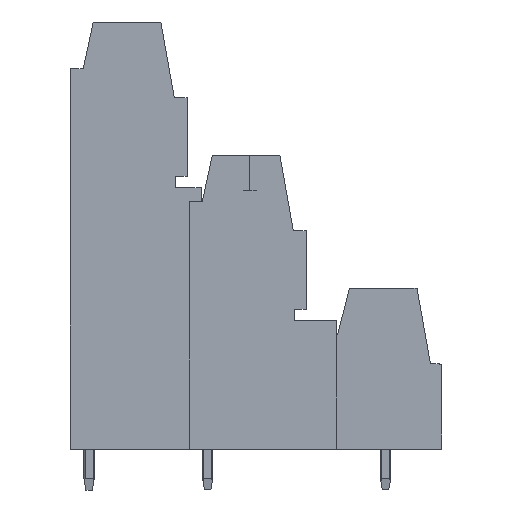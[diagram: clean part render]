
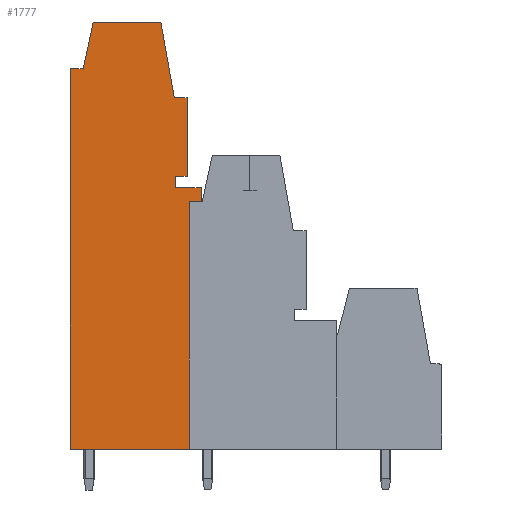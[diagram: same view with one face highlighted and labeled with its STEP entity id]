
A CAD part, left-side view. The second image highlights one B-rep face of the part: STEP entity #1777.
In plain terms, the highlighted planar face has unit normal (-1, 0, 0).
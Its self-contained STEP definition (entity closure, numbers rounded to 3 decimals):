
#1580=AXIS2_PLACEMENT_3D('Plane Axis2P3D',#1577,#1578,#1579) ;
#1465=CARTESIAN_POINT('Vertex',(2.54,20.6,24.7)) ;
#1468=CARTESIAN_POINT('Line Origine',(2.54,21.1,24.7)) ;
#1472=CARTESIAN_POINT('Vertex',(2.54,21.6,24.7)) ;
#1498=CARTESIAN_POINT('Vertex',(2.54,21.6,3.5)) ;
#1501=CARTESIAN_POINT('Line Origine',(2.54,26.7,3.5)) ;
#1505=CARTESIAN_POINT('Vertex',(2.54,31.8,3.5)) ;
#1577=CARTESIAN_POINT('Axis2P3D Location',(2.54,35.177,3.5)) ;
#1681=CARTESIAN_POINT('Line Origine',(2.54,20.6,25.3)) ;
#1685=CARTESIAN_POINT('Vertex',(2.54,20.6,25.9)) ;
#1688=CARTESIAN_POINT('Line Origine',(2.54,21.7,25.9)) ;
#1692=CARTESIAN_POINT('Vertex',(2.54,22.8,25.9)) ;
#1695=CARTESIAN_POINT('Line Origine',(2.54,22.8,26.4)) ;
#1699=CARTESIAN_POINT('Vertex',(2.54,22.8,26.9)) ;
#1702=CARTESIAN_POINT('Line Origine',(2.54,22.3,26.9)) ;
#1706=CARTESIAN_POINT('Vertex',(2.54,21.8,26.9)) ;
#1709=CARTESIAN_POINT('Line Origine',(2.54,21.8,30.25)) ;
#1713=CARTESIAN_POINT('Vertex',(2.54,21.8,33.6)) ;
#1716=CARTESIAN_POINT('Line Origine',(2.54,22.352,33.6)) ;
#1720=CARTESIAN_POINT('Vertex',(2.54,22.904,33.6)) ;
#1723=CARTESIAN_POINT('Line Origine',(2.54,23.477,36.85)) ;
#1727=CARTESIAN_POINT('Vertex',(2.54,24.05,40.1)) ;
#1730=CARTESIAN_POINT('Line Origine',(2.54,26.95,40.1)) ;
#1734=CARTESIAN_POINT('Vertex',(2.54,29.85,40.1)) ;
#1737=CARTESIAN_POINT('Line Origine',(2.54,30.275,38.1)) ;
#1741=CARTESIAN_POINT('Vertex',(2.54,30.7,36.1)) ;
#1744=CARTESIAN_POINT('Line Origine',(2.54,31.25,36.1)) ;
#1748=CARTESIAN_POINT('Vertex',(2.54,31.8,36.1)) ;
#1751=CARTESIAN_POINT('Line Origine',(2.54,31.8,19.8)) ;
#1756=CARTESIAN_POINT('Line Origine',(2.54,21.6,14.1)) ;
#1469=DIRECTION('Vector Direction',(0.,1.,0.)) ;
#1502=DIRECTION('Vector Direction',(0.,-1.,0.)) ;
#1578=DIRECTION('Axis2P3D Direction',(-1.,0.,0.)) ;
#1579=DIRECTION('Axis2P3D XDirection',(0.,-1.,0.)) ;
#1682=DIRECTION('Vector Direction',(0.,0.,1.)) ;
#1689=DIRECTION('Vector Direction',(0.,1.,0.)) ;
#1696=DIRECTION('Vector Direction',(0.,0.,-1.)) ;
#1703=DIRECTION('Vector Direction',(0.,1.,0.)) ;
#1710=DIRECTION('Vector Direction',(0.,0.,-1.)) ;
#1717=DIRECTION('Vector Direction',(0.,-1.,0.)) ;
#1724=DIRECTION('Vector Direction',(0.,-0.174,-0.985)) ;
#1731=DIRECTION('Vector Direction',(0.,-1.,0.)) ;
#1738=DIRECTION('Vector Direction',(0.,-0.208,0.978)) ;
#1745=DIRECTION('Vector Direction',(0.,-1.,0.)) ;
#1752=DIRECTION('Vector Direction',(0.,0.,1.)) ;
#1757=DIRECTION('Vector Direction',(0.,0.,1.)) ;
#1470=VECTOR('Line Direction',#1469,1.) ;
#1503=VECTOR('Line Direction',#1502,1.) ;
#1683=VECTOR('Line Direction',#1682,1.) ;
#1690=VECTOR('Line Direction',#1689,1.) ;
#1697=VECTOR('Line Direction',#1696,1.) ;
#1704=VECTOR('Line Direction',#1703,1.) ;
#1711=VECTOR('Line Direction',#1710,1.) ;
#1718=VECTOR('Line Direction',#1717,1.) ;
#1725=VECTOR('Line Direction',#1724,1.) ;
#1732=VECTOR('Line Direction',#1731,1.) ;
#1739=VECTOR('Line Direction',#1738,1.) ;
#1746=VECTOR('Line Direction',#1745,1.) ;
#1753=VECTOR('Line Direction',#1752,1.) ;
#1758=VECTOR('Line Direction',#1757,1.) ;
#1762=ORIENTED_EDGE('',*,*,#1687,.T.) ;
#1763=ORIENTED_EDGE('',*,*,#1694,.T.) ;
#1764=ORIENTED_EDGE('',*,*,#1701,.F.) ;
#1765=ORIENTED_EDGE('',*,*,#1708,.F.) ;
#1766=ORIENTED_EDGE('',*,*,#1715,.F.) ;
#1767=ORIENTED_EDGE('',*,*,#1722,.F.) ;
#1768=ORIENTED_EDGE('',*,*,#1729,.F.) ;
#1769=ORIENTED_EDGE('',*,*,#1736,.F.) ;
#1770=ORIENTED_EDGE('',*,*,#1743,.F.) ;
#1771=ORIENTED_EDGE('',*,*,#1750,.F.) ;
#1772=ORIENTED_EDGE('',*,*,#1755,.F.) ;
#1773=ORIENTED_EDGE('',*,*,#1507,.T.) ;
#1774=ORIENTED_EDGE('',*,*,#1760,.T.) ;
#1775=ORIENTED_EDGE('',*,*,#1474,.F.) ;
#1777=ADVANCED_FACE('HOUSING',(#1776),#1581,.T.) ;
#1474=EDGE_CURVE('',#1466,#1473,#1471,.T.) ;
#1507=EDGE_CURVE('',#1506,#1499,#1504,.T.) ;
#1687=EDGE_CURVE('',#1466,#1686,#1684,.T.) ;
#1694=EDGE_CURVE('',#1686,#1693,#1691,.T.) ;
#1701=EDGE_CURVE('',#1700,#1693,#1698,.T.) ;
#1708=EDGE_CURVE('',#1707,#1700,#1705,.T.) ;
#1715=EDGE_CURVE('',#1714,#1707,#1712,.T.) ;
#1722=EDGE_CURVE('',#1721,#1714,#1719,.T.) ;
#1729=EDGE_CURVE('',#1728,#1721,#1726,.T.) ;
#1736=EDGE_CURVE('',#1735,#1728,#1733,.T.) ;
#1743=EDGE_CURVE('',#1742,#1735,#1740,.T.) ;
#1750=EDGE_CURVE('',#1749,#1742,#1747,.T.) ;
#1755=EDGE_CURVE('',#1506,#1749,#1754,.T.) ;
#1760=EDGE_CURVE('',#1499,#1473,#1759,.T.) ;
#1761=EDGE_LOOP('',(#1762,#1763,#1764,#1765,#1766,#1767,#1768,#1769,#1770,#1771,#1772,#1773,#1774,#1775)) ;
#1776=FACE_OUTER_BOUND('',#1761,.T.) ;
#1471=LINE('Line',#1468,#1470) ;
#1504=LINE('Line',#1501,#1503) ;
#1684=LINE('Line',#1681,#1683) ;
#1691=LINE('Line',#1688,#1690) ;
#1698=LINE('Line',#1695,#1697) ;
#1705=LINE('Line',#1702,#1704) ;
#1712=LINE('Line',#1709,#1711) ;
#1719=LINE('Line',#1716,#1718) ;
#1726=LINE('Line',#1723,#1725) ;
#1733=LINE('Line',#1730,#1732) ;
#1740=LINE('Line',#1737,#1739) ;
#1747=LINE('Line',#1744,#1746) ;
#1754=LINE('Line',#1751,#1753) ;
#1759=LINE('Line',#1756,#1758) ;
#1581=PLANE('',#1580) ;
#1466=VERTEX_POINT('',#1465) ;
#1473=VERTEX_POINT('',#1472) ;
#1499=VERTEX_POINT('',#1498) ;
#1506=VERTEX_POINT('',#1505) ;
#1686=VERTEX_POINT('',#1685) ;
#1693=VERTEX_POINT('',#1692) ;
#1700=VERTEX_POINT('',#1699) ;
#1707=VERTEX_POINT('',#1706) ;
#1714=VERTEX_POINT('',#1713) ;
#1721=VERTEX_POINT('',#1720) ;
#1728=VERTEX_POINT('',#1727) ;
#1735=VERTEX_POINT('',#1734) ;
#1742=VERTEX_POINT('',#1741) ;
#1749=VERTEX_POINT('',#1748) ;
